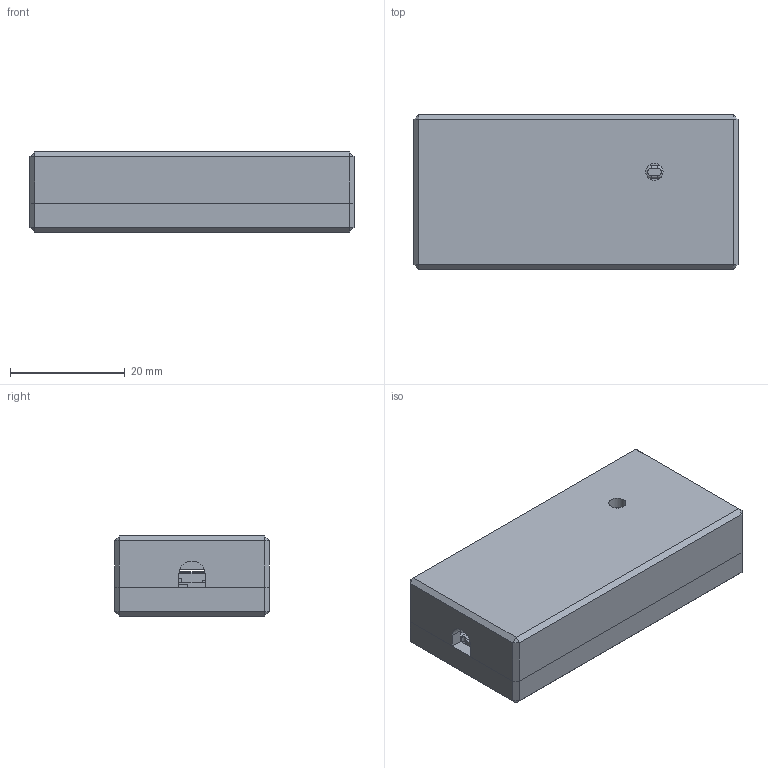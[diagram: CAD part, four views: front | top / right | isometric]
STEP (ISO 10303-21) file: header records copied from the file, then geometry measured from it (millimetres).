
FILE_DESCRIPTION(/* description */ (''),/* implementation_level */ '2;1');
FILE_NAME(/* name */ 'hid-remapper-enclosure.step',/* time_stamp */ '2022-03-05T21:33:47+01:00',/* author */ (''),/* organization */ (''),/* preprocessor_version */ 'ST-DEVELOPER v18.1',/* originating_system */ 'Autodesk Translation Framework v10.13.0.1454',/* authorisation */ '');
FILE_SCHEMA (('AUTOMOTIVE_DESIGN { 1 0 10303 214 3 1 1 }'));
Length unit declared in the file: millimetre
Products named in the file (15): PicoCase; Pico-R3; PICO_assm_140121.STEP; PICO_REF_BOARD.STEP; PICO_REF_USB.STEP; PICO_REF_SWITCH.STEP; PICO_REF_MICROCONTROLLER.STEP; PICO_REF_LED.STEP; PICO_REF_ONSEMI.STEP; PICO_BOURNS.STEP; PICO_MURATA.STEP; PICO_RICHTEK.STEP; PICO_DIODES.STEP; PICO_AEL.STEP; PICO_WINBOND.STEP
Assembly tree (15 placements, depth 4):
  PicoCase
    Pico-R3
      PICO_assm_140121.STEP
        PICO_REF_BOARD.STEP
        PICO_REF_USB.STEP
        PICO_REF_SWITCH.STEP
        PICO_REF_MICROCONTROLLER.STEP
        PICO_REF_LED.STEP
        PICO_REF_ONSEMI.STEP
        PICO_BOURNS.STEP
        PICO_MURATA.STEP  x2
        PICO_RICHTEK.STEP
        PICO_DIODES.STEP
        PICO_AEL.STEP
        PICO_WINBOND.STEP
Bounding box: 56.6 x 27 x 14 mm (x, y, z)
Volume: 10504.5 mm3; surface area: 13186.8 mm2
Topology: 19 solids, 19 shells, 582 faces, 1666 edges, 1144 vertices
Faces by surface type: plane 432, cylinder 140, cone 8, torus 2
Full cylindrical faces by diameter (mm): 1 x43, 1.7 x4, 2.1 x4, 2.2 x4, 3 x1, 4 x6
Entity records: 19957 total; most frequent: CARTESIAN_POINT 3780, ORIENTED_EDGE 3308, DIRECTION 3268, EDGE_CURVE 1654, VERTEX_POINT 1136, LINE 1124, VECTOR 1124, AXIS2_PLACEMENT_3D 1072
